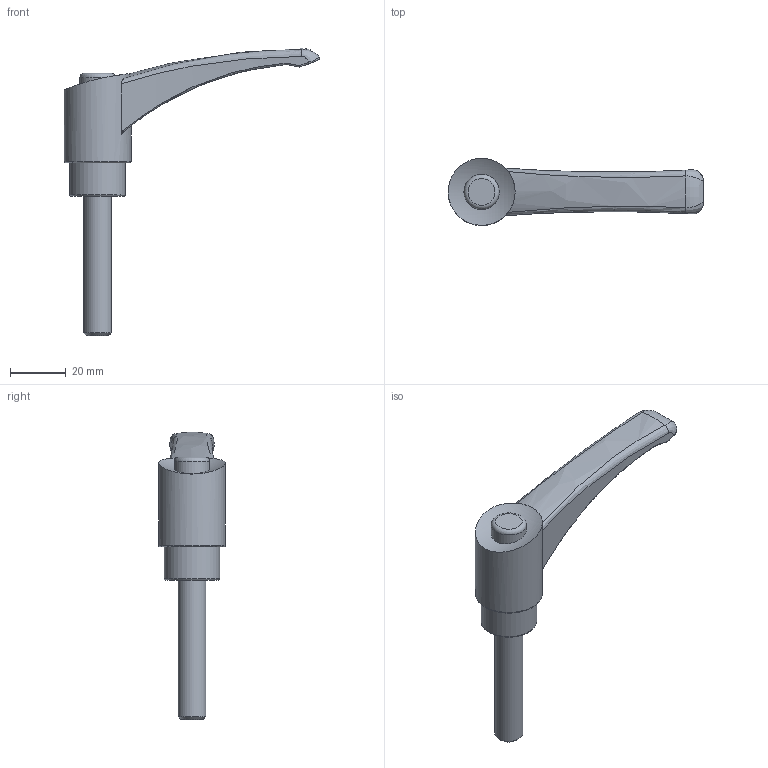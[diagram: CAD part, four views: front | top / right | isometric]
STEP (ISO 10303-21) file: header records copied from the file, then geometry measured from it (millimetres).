
FILE_DESCRIPTION( ( 'Unknown' ), '1' );
FILE_NAME( '7343150_LRP80_M10x50.stp', 'Unknown', ( 'Unknown' ), ( 'Unknown' ), 'PSStep 14.0', 'Unknown', ' ' );
FILE_SCHEMA( ( 'AUTOMOTIVE_DESIGN { 1 0 10303 214 1 1 1 1 }' ) );
Length unit declared in the file: millimetre
Products named in the file (1): 1
Bounding box: 91.69 x 24 x 102.93 mm (x, y, z)
Volume: 29058.5 mm3; surface area: 10259.3 mm2
Topology: 1 solids, 1 shells, 61 faces, 144 edges, 85 vertices
Faces by surface type: bspline 30, cylinder 11, plane 8, torus 6, cone 3, sphere 2, revolution 1
Full cylindrical faces by diameter (mm): 10 x1, 12.6 x1, 12.65 x1, 20 x1, 24 x1
Entity records: 6766 total; most frequent: CARTESIAN_POINT 5214, ORIENTED_EDGE 254, DIRECTION 141, EDGE_CURVE 127, B_SPLINE_CURVE_WITH_KNOTS 83, VERTEX_POINT 81, EDGE_LOOP 74, FACE_OUTER_BOUND 69
